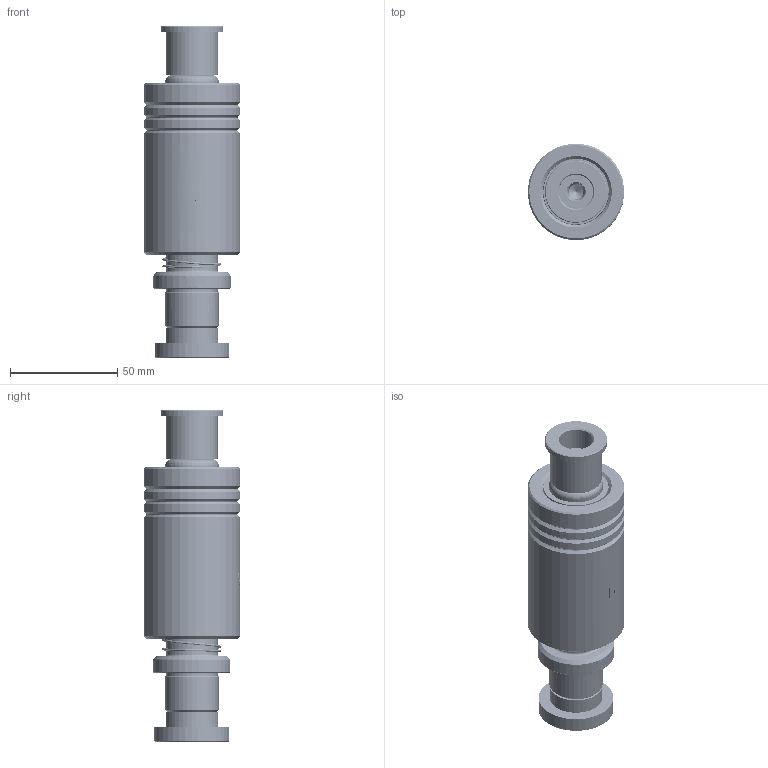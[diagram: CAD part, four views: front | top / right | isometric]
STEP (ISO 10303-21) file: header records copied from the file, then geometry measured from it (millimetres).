
FILE_DESCRIPTION (( 'STEP AP214' ), '1' );
FILE_NAME ('HKSH(HKJH)-D25-L100(BL-80).STEP', '2024-10-21T03:18:24', ( '111' ), ( '21222' ), 'SwSTEP 2.0', 'SolidWorks 2020', '' );
FILE_SCHEMA (( 'AUTOMOTIVE_DESIGN' ));
Length unit declared in the file: millimetre
Products named in the file (9): HWP-D27.5-d25.5-L40; DRPK蹟簽D25; BALL-D3; GTK-D29-d24; BSH-D30.5-25.5-L75郪蚾; BSH-30.5-25.5-L75; TBB-D45-d31-L80; TRPK-D25-L110; HKSH(HKJH)-D25-L100(BL-80)
Assembly tree (357 placements, depth 3):
  HKSH(HKJH)-D25-L100(BL-80)
    TRPK-D25-L110
    DRPK蹟簽D25
    GTK-D29-d24
    TBB-D45-d31-L80
    HWP-D27.5-d25.5-L40
    BSH-D30.5-25.5-L75郪蚾
      BALL-D3  x350
      BSH-30.5-25.5-L75
Bounding box: 44.86 x 44.93 x 155 mm (x, y, z)
Volume: 155256.5 mm3; surface area: 73247.2 mm2
Topology: 356 solids, 356 shells, 1598 faces, 6837 edges, 4534 vertices
Faces by surface type: sphere 1400, cone 58, cylinder 56, plane 36, torus 26, bspline 22
Entity records: 64752 total; most frequent: CARTESIAN_POINT 38964, ORIENTED_EDGE 5256, DIRECTION 4478, EDGE_CURVE 2628, AXIS2_PLACEMENT_3D 2155, VERTEX_POINT 1722, EDGE_LOOP 1588, B_SPLINE_CURVE_WITH_KNOTS 1545
